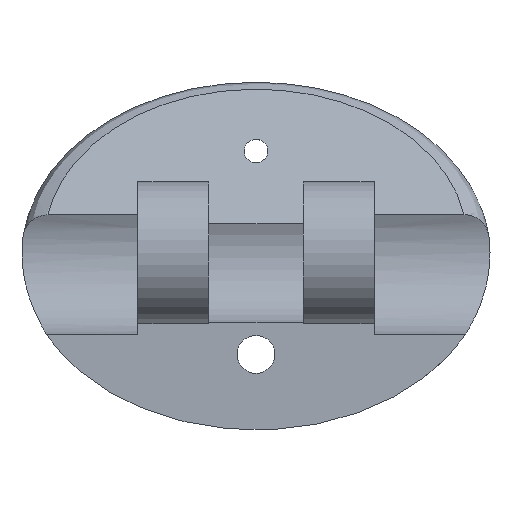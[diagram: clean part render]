
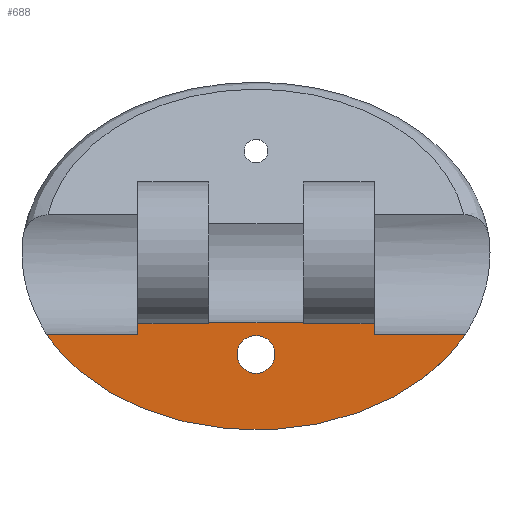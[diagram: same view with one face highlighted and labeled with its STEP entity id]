
A CAD part, front view. The second image highlights one B-rep face of the part: STEP entity #688.
In plain terms, the highlighted planar face has unit normal (0, -1, 0).
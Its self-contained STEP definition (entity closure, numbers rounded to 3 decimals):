
#18 = CARTESIAN_POINT ( 'NONE',  ( 5., 0., 0. ) ) ;
#25 = CARTESIAN_POINT ( 'NONE',  ( -15., 0., -3.464 ) ) ;
#37 = VERTEX_POINT ( 'NONE', #358 ) ;
#53 = CARTESIAN_POINT ( 'NONE',  ( 0., 0., -4.3 ) ) ;
#54 = CARTESIAN_POINT ( 'NONE',  ( -5., 0., -2.958 ) ) ;
#73 = ORIENTED_EDGE ( 'NONE', *, *, #1437, .F. ) ;
#84 = AXIS2_PLACEMENT_3D ( 'NONE', #181, #1066, #1348 ) ;
#90 = DIRECTION ( 'NONE',  ( -1., 0., 0. ) ) ;
#111 = CARTESIAN_POINT ( 'NONE',  ( -2., 0., -2.958 ) ) ;
#122 = ORIENTED_EDGE ( 'NONE', *, *, #1248, .T. ) ;
#181 = CARTESIAN_POINT ( 'NONE',  ( 0., 0., -4.3 ) ) ;
#192 = VECTOR ( 'NONE', #218, 1000. ) ;
#203 = VERTEX_POINT ( 'NONE', #1594 ) ;
#212 = VERTEX_POINT ( 'NONE', #1870 ) ;
#218 = DIRECTION ( 'NONE',  ( -1., 0., 0. ) ) ;
#219 = ORIENTED_EDGE ( 'NONE', *, *, #1310, .T. ) ;
#234 = ORIENTED_EDGE ( 'NONE', *, *, #1569, .T. ) ;
#241 = VECTOR ( 'NONE', #919, 1000. ) ;
#285 = AXIS2_PLACEMENT_3D ( 'NONE', #1820, #499, #334 ) ;
#289 = CARTESIAN_POINT ( 'NONE',  ( -4.611, 0., -9.598 ) ) ;
#334 = DIRECTION ( 'NONE',  ( 0., 0., 1. ) ) ;
#350 = LINE ( 'NONE', #1083, #241 ) ;
#353 = PLANE ( 'NONE',  #285 ) ;
#358 = CARTESIAN_POINT ( 'NONE',  ( -2., 0., -2.958 ) ) ;
#410 = ORIENTED_EDGE ( 'NONE', *, *, #1882, .F. ) ;
#423 = CARTESIAN_POINT ( 'NONE',  ( 5., 0., -2.958 ) ) ;
#435 = VERTEX_POINT ( 'NONE', #1740 ) ;
#460 = DIRECTION ( 'NONE',  ( 0., 0., -1. ) ) ;
#466 = LINE ( 'NONE', #1484, #1521 ) ;
#499 = DIRECTION ( 'NONE',  ( 0., 1., 0. ) ) ;
#508 = FACE_BOUND ( 'NONE', #1114, .T. ) ;
#568 = DIRECTION ( 'NONE',  ( 1., 0., 0. ) ) ;
#617 = LINE ( 'NONE', #25, #1044 ) ;
#619 = ORIENTED_EDGE ( 'NONE', *, *, #1116, .F. ) ;
#647 = DIRECTION ( 'NONE',  ( 0., 0., 1. ) ) ;
#679 = VERTEX_POINT ( 'NONE', #1237 ) ;
#686 = EDGE_CURVE ( 'NONE', #37, #679, #1104, .T. ) ;
#688 = ADVANCED_FACE ( 'NONE', ( #508, #1359 ), #353, .F. ) ;
#709 = LINE ( 'NONE', #18, #1534 ) ;
#731 = CIRCLE ( 'NONE', #1080, 0.8 ) ;
#763 = ORIENTED_EDGE ( 'NONE', *, *, #1548, .F. ) ;
#802 = CARTESIAN_POINT ( 'NONE',  ( 5., 0., -3.464 ) ) ;
#876 = CARTESIAN_POINT ( 'NONE',  ( 15., 0., -3.464 ) ) ;
#894 =( BOUNDED_CURVE ( )  B_SPLINE_CURVE ( 3, ( #1015, #1187, #289, #1903 ),
 .UNSPECIFIED., .F., .F. ) 
 B_SPLINE_CURVE_WITH_KNOTS ( ( 4, 4 ),
 ( 0.48, 2.662 ),
 .UNSPECIFIED. ) 
 CURVE ( )  GEOMETRIC_REPRESENTATION_ITEM ( )  RATIONAL_B_SPLINE_CURVE ( ( 1., 0.641, 0.641, 1. ) ) 
 REPRESENTATION_ITEM ( '' )  );
#919 = DIRECTION ( 'NONE',  ( 1., 0., 0. ) ) ;
#946 = CARTESIAN_POINT ( 'NONE',  ( 8.87, 0., -3.464 ) ) ;
#971 = EDGE_LOOP ( 'NONE', ( #1123, #73, #1035, #410, #763, #219, #1904, #619 ) ) ;
#1015 = CARTESIAN_POINT ( 'NONE',  ( 8.87, 0., -3.464 ) ) ;
#1026 = DIRECTION ( 'NONE',  ( 0., 0., 1. ) ) ;
#1035 = ORIENTED_EDGE ( 'NONE', *, *, #1371, .F. ) ;
#1044 = VECTOR ( 'NONE', #1681, 1000. ) ;
#1066 = DIRECTION ( 'NONE',  ( 0., 1., 0. ) ) ;
#1080 = AXIS2_PLACEMENT_3D ( 'NONE', #53, #1524, #647 ) ;
#1083 = CARTESIAN_POINT ( 'NONE',  ( 5., 0., -2.958 ) ) ;
#1104 = LINE ( 'NONE', #54, #192 ) ;
#1114 = EDGE_LOOP ( 'NONE', ( #234, #122 ) ) ;
#1116 = EDGE_CURVE ( 'NONE', #435, #679, #466, .T. ) ;
#1123 = ORIENTED_EDGE ( 'NONE', *, *, #1285, .F. ) ;
#1187 = CARTESIAN_POINT ( 'NONE',  ( 4.611, 0., -9.598 ) ) ;
#1237 = CARTESIAN_POINT ( 'NONE',  ( -5., 0., -2.958 ) ) ;
#1248 = EDGE_CURVE ( 'NONE', #203, #212, #731, .T. ) ;
#1259 = VECTOR ( 'NONE', #568, 1000. ) ;
#1280 = VERTEX_POINT ( 'NONE', #1662 ) ;
#1283 = VERTEX_POINT ( 'NONE', #802 ) ;
#1285 = EDGE_CURVE ( 'NONE', #1280, #435, #617, .T. ) ;
#1310 = EDGE_CURVE ( 'NONE', #1618, #37, #1843, .T. ) ;
#1348 = DIRECTION ( 'NONE',  ( 0., 0., 1. ) ) ;
#1359 = FACE_OUTER_BOUND ( 'NONE', #971, .T. ) ;
#1371 = EDGE_CURVE ( 'NONE', #1283, #1671, #1598, .T. ) ;
#1431 = VERTEX_POINT ( 'NONE', #423 ) ;
#1437 = EDGE_CURVE ( 'NONE', #1671, #1280, #894, .T. ) ;
#1484 = CARTESIAN_POINT ( 'NONE',  ( -5., 0., 0. ) ) ;
#1521 = VECTOR ( 'NONE', #1026, 1000. ) ;
#1524 = DIRECTION ( 'NONE',  ( 0., 1., 0. ) ) ;
#1534 = VECTOR ( 'NONE', #460, 1000. ) ;
#1548 = EDGE_CURVE ( 'NONE', #1618, #1431, #350, .T. ) ;
#1569 = EDGE_CURVE ( 'NONE', #212, #203, #1661, .T. ) ;
#1594 = CARTESIAN_POINT ( 'NONE',  ( 0., 0., -3.5 ) ) ;
#1598 = LINE ( 'NONE', #876, #1259 ) ;
#1618 = VERTEX_POINT ( 'NONE', #1636 ) ;
#1636 = CARTESIAN_POINT ( 'NONE',  ( 2., 0., -2.958 ) ) ;
#1661 = CIRCLE ( 'NONE', #84, 0.8 ) ;
#1662 = CARTESIAN_POINT ( 'NONE',  ( -8.87, 0., -3.464 ) ) ;
#1671 = VERTEX_POINT ( 'NONE', #946 ) ;
#1681 = DIRECTION ( 'NONE',  ( 1., 0., 0. ) ) ;
#1740 = CARTESIAN_POINT ( 'NONE',  ( -5., 0., -3.464 ) ) ;
#1820 = CARTESIAN_POINT ( 'NONE',  ( 0., 0., 0. ) ) ;
#1843 = LINE ( 'NONE', #111, #1879 ) ;
#1870 = CARTESIAN_POINT ( 'NONE',  ( 0., 0., -5.1 ) ) ;
#1879 = VECTOR ( 'NONE', #90, 1000. ) ;
#1882 = EDGE_CURVE ( 'NONE', #1431, #1283, #709, .T. ) ;
#1903 = CARTESIAN_POINT ( 'NONE',  ( -8.87, 0., -3.464 ) ) ;
#1904 = ORIENTED_EDGE ( 'NONE', *, *, #686, .T. ) ;
